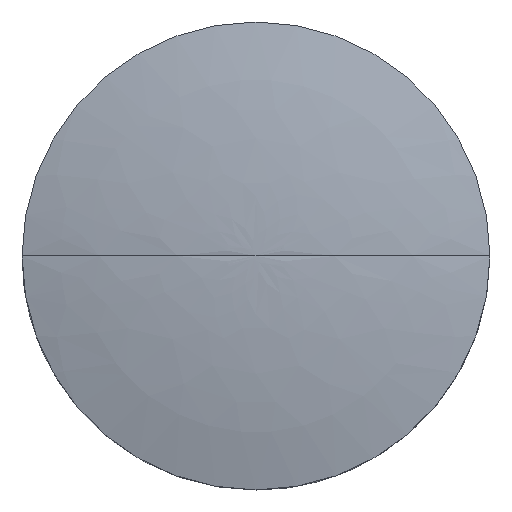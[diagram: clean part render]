
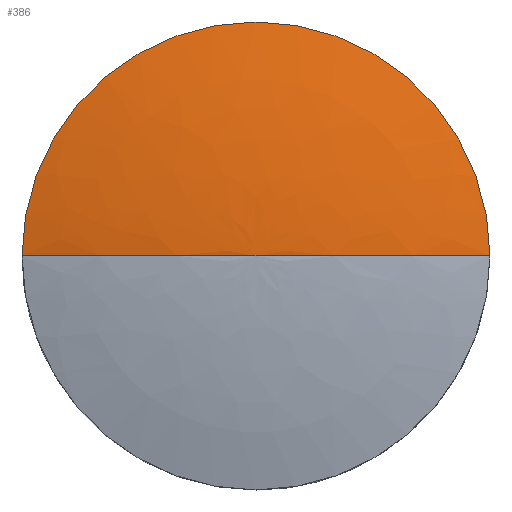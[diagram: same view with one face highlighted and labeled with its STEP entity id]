
A CAD part, top view. The second image highlights one B-rep face of the part: STEP entity #386.
In plain terms, the highlighted free-form (B-spline) face has degree [2, 2] with [3, 9] control points.
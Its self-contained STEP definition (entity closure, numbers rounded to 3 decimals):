
#160=CARTESIAN_POINT('',(0.0,0.,24.1));
#161=VERTEX_POINT('',#160);
#162=CARTESIAN_POINT('',(30.,0.,20.6));
#163=VERTEX_POINT('',#162);
#164=CARTESIAN_POINT('',(0.855,0.002,-98.897));
#165=DIRECTION('',(0.0,1.,0.));
#166=DIRECTION('',(1.0,0.0,0.0));
#167=AXIS2_PLACEMENT_3D('',#164,#165,#166);
#168=CIRCLE('',#167,123.0);
#169=EDGE_CURVE('',#161,#163,#168,.T.);
#171=CARTESIAN_POINT('',(-30.,0.,20.6));
#172=VERTEX_POINT('',#171);
#173=CARTESIAN_POINT('',(-0.855,0.002,-98.897));
#174=DIRECTION('',(0.0,-1.,0.));
#175=DIRECTION('',(-1.0,0.0,0.0));
#176=AXIS2_PLACEMENT_3D('',#173,#174,#175);
#177=CIRCLE('',#176,123.0);
#178=EDGE_CURVE('',#161,#172,#177,.T.);
#204=CARTESIAN_POINT('',(0.0,30.,20.601));
#205=VERTEX_POINT('',#204);
#214=CARTESIAN_POINT('',(0.0,0.,20.6));
#215=DIRECTION('',(0.,0.,1.));
#216=DIRECTION('',(0.,1.,0.));
#217=AXIS2_PLACEMENT_3D('',#214,#215,#216);
#218=CIRCLE('',#217,30.);
#219=EDGE_CURVE('',#163,#205,#218,.T.);
#335=CARTESIAN_POINT('',(0.0,0.,20.6));
#336=DIRECTION('',(0.,0.,1.));
#337=DIRECTION('',(0.,1.,0.));
#338=AXIS2_PLACEMENT_3D('',#335,#336,#337);
#339=CIRCLE('',#338,30.);
#340=EDGE_CURVE('',#205,#172,#339,.T.);
#345=CARTESIAN_POINT('',(-30.002,0.,20.599));
#346=CARTESIAN_POINT('',(-15.218,0.,24.206));
#347=CARTESIAN_POINT('',(0.,0.,24.1));
#348=CARTESIAN_POINT('',(-30.002,30.002,20.6));
#349=CARTESIAN_POINT('',(-15.218,15.218,24.206));
#350=CARTESIAN_POINT('',(0.,0.,24.1));
#351=CARTESIAN_POINT('',(0.,30.002,20.6));
#352=CARTESIAN_POINT('',(0.,15.218,24.206));
#353=CARTESIAN_POINT('',(0.,0.,24.1));
#354=CARTESIAN_POINT('',(30.002,30.002,20.6));
#355=CARTESIAN_POINT('',(15.218,15.218,24.206));
#356=CARTESIAN_POINT('',(0.,0.,24.1));
#357=CARTESIAN_POINT('',(30.002,0.,20.599));
#358=CARTESIAN_POINT('',(15.218,0.,24.206));
#359=CARTESIAN_POINT('',(0.,0.,24.1));
#360=CARTESIAN_POINT('',(30.002,-30.002,20.599));
#361=CARTESIAN_POINT('',(15.218,-15.218,24.205));
#362=CARTESIAN_POINT('',(0.,0.,24.1));
#363=CARTESIAN_POINT('',(0.,-30.002,20.599));
#364=CARTESIAN_POINT('',(0.,-15.218,24.205));
#365=CARTESIAN_POINT('',(0.,0.,24.1));
#366=CARTESIAN_POINT('',(-30.002,-30.002,20.599));
#367=CARTESIAN_POINT('',(-15.218,-15.218,24.205));
#368=CARTESIAN_POINT('',(0.,0.,24.1));
#369=CARTESIAN_POINT('',(-30.002,0.,20.599));
#370=CARTESIAN_POINT('',(-15.218,0.,24.206));
#371=CARTESIAN_POINT('',(0.,0.,24.1));
#379=(BOUNDED_SURFACE()B_SPLINE_SURFACE(2,2,((#345,#348,#351,#354,#357,#360,#363,#366,#369),(#346,#349,#352,#355,#358,#361,#364,#367,#370),(#347,#350,#353,#356,#359,#362,#365,#368,#371)),.UNSPECIFIED.,.F.,.T.,.U.)B_SPLINE_SURFACE_WITH_KNOTS((3,3),(3,2,2,2,3),(1.332,1.578),(0.0,1.571,3.142,4.712,6.283),.UNSPECIFIED.)GEOMETRIC_REPRESENTATION_ITEM()RATIONAL_B_SPLINE_SURFACE(((1.0,0.707,1.0,0.707,1.0,0.707,1.0,0.707,1.0),(0.992,0.702,0.992,0.702,0.992,0.702,0.992,0.702,0.992),(1.0,0.707,1.0,0.707,1.0,0.707,1.0,0.707,1.0)))REPRESENTATION_ITEM('')SURFACE());
#380=ORIENTED_EDGE('',*,*,#169,.T.);
#381=ORIENTED_EDGE('',*,*,#219,.T.);
#382=ORIENTED_EDGE('',*,*,#340,.T.);
#383=ORIENTED_EDGE('',*,*,#178,.F.);
#384=EDGE_LOOP('',(#380,#381,#382,#383));
#385=FACE_OUTER_BOUND('',#384,.T.);
#386=ADVANCED_FACE('',(#385),#379,.T.);
